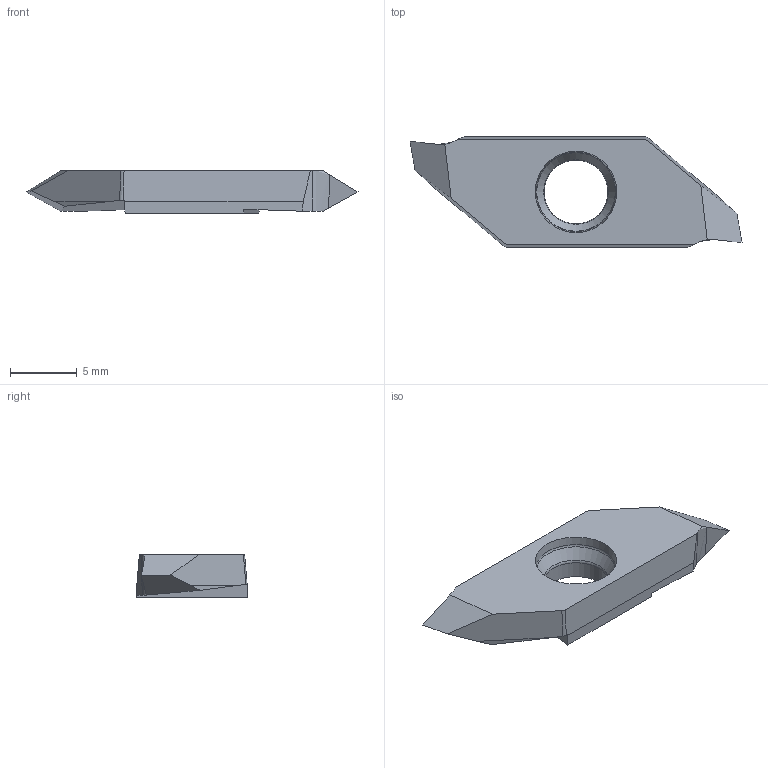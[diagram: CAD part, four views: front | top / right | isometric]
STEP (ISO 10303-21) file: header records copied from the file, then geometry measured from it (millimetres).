
FILE_DESCRIPTION(/* description */ (''),/* implementation_level */ '2;1');
FILE_NAME(/* name */ 'AAA379412_A.STP',/* time_stamp */ '2023-08-29T10:26:56+02:00',/* author */ (''),/* organization */ ('SMS'),/* preprocessor_version */ 'ST-DEVELOPER v16.7',/* originating_system */ 'SIEMENS PLM Software NX 12.0',/* authorisation */ '');
FILE_SCHEMA (('AUTOMOTIVE_DESIGN { 1 0 10303 214 3 1 1 1 }'));
Length unit declared in the file: millimetre
Products named in the file (1): AAA379412_A
Bounding box: 24.93 x 8.3 x 3.18 mm (x, y, z)
Volume: 367.7 mm3; surface area: 472.2 mm2
Topology: 1 solids, 1 shells, 31 faces, 87 edges, 60 vertices
Faces by surface type: plane 22, cylinder 3, extrusion 2, cone 2, torus 2
Full cylindrical faces by diameter (mm): 4.8 x1
Entity records: 1033 total; most frequent: CARTESIAN_POINT 208, ORIENTED_EDGE 156, DIRECTION 154, EDGE_CURVE 78, VECTOR 62, LINE 60, VERTEX_POINT 54, AXIS2_PLACEMENT_3D 46
